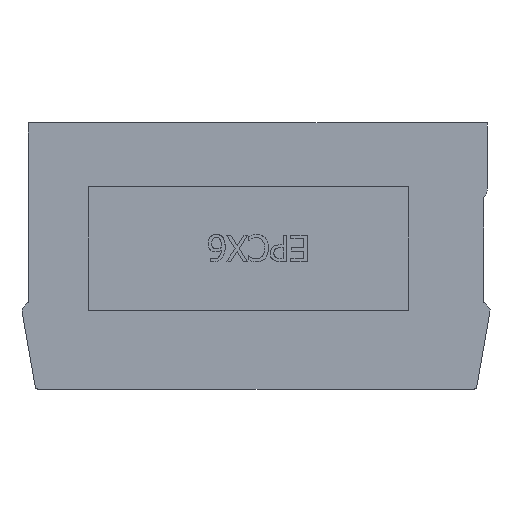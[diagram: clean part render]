
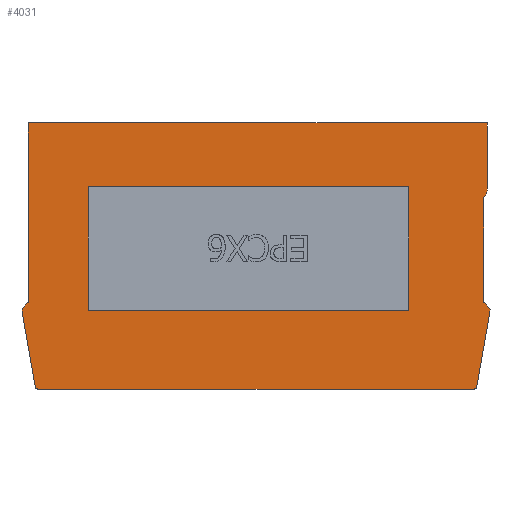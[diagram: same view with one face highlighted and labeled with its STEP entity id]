
A CAD part, front view. The second image highlights one B-rep face of the part: STEP entity #4031.
In plain terms, the highlighted planar face has unit normal (0, -1, 0).
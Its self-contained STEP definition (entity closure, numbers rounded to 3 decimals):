
#176=LINE('',#6315,#575);
#179=LINE('',#6320,#578);
#181=LINE('',#6324,#580);
#183=LINE('',#6327,#582);
#373=LINE('',#6854,#772);
#378=LINE('',#6868,#777);
#381=LINE('',#6874,#780);
#385=LINE('',#6886,#784);
#389=LINE('',#6898,#788);
#394=LINE('',#6916,#793);
#397=LINE('',#6922,#796);
#400=LINE('',#6928,#799);
#404=LINE('',#6940,#803);
#408=LINE('',#6952,#807);
#411=LINE('',#6958,#810);
#575=VECTOR('',#4577,16.436);
#578=VECTOR('',#4582,42.474);
#580=VECTOR('',#4586,16.436);
#582=VECTOR('',#4590,42.474);
#772=VECTOR('',#5110,57.951);
#777=VECTOR('',#5123,10.246);
#780=VECTOR('',#5128,0.251);
#784=VECTOR('',#5140,0.995);
#788=VECTOR('',#5152,13.713);
#793=VECTOR('',#5171,8.672);
#796=VECTOR('',#5176,60.899);
#799=VECTOR('',#5181,23.654);
#803=VECTOR('',#5193,0.995);
#807=VECTOR('',#5205,0.251);
#810=VECTOR('',#5210,10.246);
#1073=PLANE('',#4297);
#1103=FACE_BOUND('',#1573,.T.);
#1324=FACE_OUTER_BOUND('',#1572,.T.);
#1572=EDGE_LOOP('',(#3738,#3739,#3740,#3741,#3742,#3743,#3744,#3745,#3746,
#3747,#3748,#3749,#3750,#3751,#3752,#3753,#3754,#3755,#3756));
#1573=EDGE_LOOP('',(#3757,#3758,#3759,#3760));
#1652=CIRCLE('',#4263,0.3);
#1654=CIRCLE('',#4268,0.2);
#1656=CIRCLE('',#4272,0.3);
#1658=CIRCLE('',#4276,0.2);
#1660=CIRCLE('',#4279,1.5);
#1662=CIRCLE('',#4285,0.3);
#1664=CIRCLE('',#4289,0.2);
#1666=CIRCLE('',#4294,0.3);
#1840=VERTEX_POINT('',#6313);
#1841=VERTEX_POINT('',#6314);
#1842=VERTEX_POINT('',#6319);
#1843=VERTEX_POINT('',#6323);
#2014=VERTEX_POINT('',#6852);
#2015=VERTEX_POINT('',#6853);
#2018=VERTEX_POINT('',#6861);
#2020=VERTEX_POINT('',#6867);
#2022=VERTEX_POINT('',#6873);
#2024=VERTEX_POINT('',#6879);
#2026=VERTEX_POINT('',#6885);
#2028=VERTEX_POINT('',#6891);
#2030=VERTEX_POINT('',#6897);
#2032=VERTEX_POINT('',#6903);
#2034=VERTEX_POINT('',#6909);
#2036=VERTEX_POINT('',#6915);
#2038=VERTEX_POINT('',#6921);
#2040=VERTEX_POINT('',#6927);
#2042=VERTEX_POINT('',#6933);
#2044=VERTEX_POINT('',#6939);
#2046=VERTEX_POINT('',#6945);
#2048=VERTEX_POINT('',#6951);
#2050=VERTEX_POINT('',#6957);
#2305=EDGE_CURVE('',#1840,#1841,#176,.T.);
#2308=EDGE_CURVE('',#1842,#1840,#179,.T.);
#2310=EDGE_CURVE('',#1843,#1842,#181,.T.);
#2312=EDGE_CURVE('',#1841,#1843,#183,.T.);
#2566=EDGE_CURVE('',#2014,#2015,#373,.T.);
#2570=EDGE_CURVE('',#2018,#2014,#1652,.T.);
#2573=EDGE_CURVE('',#2020,#2018,#378,.T.);
#2576=EDGE_CURVE('',#2022,#2020,#381,.T.);
#2579=EDGE_CURVE('',#2024,#2022,#1654,.T.);
#2582=EDGE_CURVE('',#2026,#2024,#385,.T.);
#2585=EDGE_CURVE('',#2028,#2026,#1656,.T.);
#2588=EDGE_CURVE('',#2030,#2028,#389,.T.);
#2591=EDGE_CURVE('',#2032,#2030,#1658,.T.);
#2594=EDGE_CURVE('',#2034,#2032,#1660,.T.);
#2597=EDGE_CURVE('',#2036,#2034,#394,.T.);
#2600=EDGE_CURVE('',#2038,#2036,#397,.T.);
#2603=EDGE_CURVE('',#2040,#2038,#400,.T.);
#2606=EDGE_CURVE('',#2042,#2040,#1662,.T.);
#2609=EDGE_CURVE('',#2044,#2042,#404,.T.);
#2612=EDGE_CURVE('',#2046,#2044,#1664,.T.);
#2615=EDGE_CURVE('',#2048,#2046,#408,.T.);
#2618=EDGE_CURVE('',#2050,#2048,#411,.T.);
#2621=EDGE_CURVE('',#2015,#2050,#1666,.T.);
#3738=ORIENTED_EDGE('',*,*,#2621,.F.);
#3739=ORIENTED_EDGE('',*,*,#2566,.F.);
#3740=ORIENTED_EDGE('',*,*,#2570,.F.);
#3741=ORIENTED_EDGE('',*,*,#2573,.F.);
#3742=ORIENTED_EDGE('',*,*,#2576,.F.);
#3743=ORIENTED_EDGE('',*,*,#2579,.F.);
#3744=ORIENTED_EDGE('',*,*,#2582,.F.);
#3745=ORIENTED_EDGE('',*,*,#2585,.F.);
#3746=ORIENTED_EDGE('',*,*,#2588,.F.);
#3747=ORIENTED_EDGE('',*,*,#2591,.F.);
#3748=ORIENTED_EDGE('',*,*,#2594,.F.);
#3749=ORIENTED_EDGE('',*,*,#2597,.F.);
#3750=ORIENTED_EDGE('',*,*,#2600,.F.);
#3751=ORIENTED_EDGE('',*,*,#2603,.F.);
#3752=ORIENTED_EDGE('',*,*,#2606,.F.);
#3753=ORIENTED_EDGE('',*,*,#2609,.F.);
#3754=ORIENTED_EDGE('',*,*,#2612,.F.);
#3755=ORIENTED_EDGE('',*,*,#2615,.F.);
#3756=ORIENTED_EDGE('',*,*,#2618,.F.);
#3757=ORIENTED_EDGE('',*,*,#2305,.T.);
#3758=ORIENTED_EDGE('',*,*,#2312,.T.);
#3759=ORIENTED_EDGE('',*,*,#2310,.T.);
#3760=ORIENTED_EDGE('',*,*,#2308,.T.);
#4031=ADVANCED_FACE('',(#1324,#1103),#1073,.T.);
#4263=AXIS2_PLACEMENT_3D('',#6862,#5116,#5117);
#4268=AXIS2_PLACEMENT_3D('',#6880,#5133,#5134);
#4272=AXIS2_PLACEMENT_3D('',#6892,#5145,#5146);
#4276=AXIS2_PLACEMENT_3D('',#6904,#5157,#5158);
#4279=AXIS2_PLACEMENT_3D('',#6910,#5164,#5165);
#4285=AXIS2_PLACEMENT_3D('',#6934,#5186,#5187);
#4289=AXIS2_PLACEMENT_3D('',#6946,#5198,#5199);
#4294=AXIS2_PLACEMENT_3D('',#6963,#5215,#5216);
#4297=AXIS2_PLACEMENT_3D('',#6966,#5221,#5222);
#4577=DIRECTION('',(0.,0.,-1.));
#4582=DIRECTION('',(1.,0.,0.));
#4586=DIRECTION('',(0.,0.,1.));
#4590=DIRECTION('',(-1.,0.,0.));
#5110=DIRECTION('',(-1.,0.,0.));
#5116=DIRECTION('center_axis',(0.,1.,0.));
#5117=DIRECTION('ref_axis',(0.985,0.,-0.174));
#5123=DIRECTION('',(-0.174,0.,-0.985));
#5128=DIRECTION('',(0.,0.,-1.));
#5133=DIRECTION('center_axis',(0.,1.,0.));
#5134=DIRECTION('ref_axis',(0.707,0.,0.707));
#5140=DIRECTION('',(0.707,0.,-0.707));
#5145=DIRECTION('center_axis',(0.,-1.,0.));
#5146=DIRECTION('ref_axis',(0.707,0.,0.707));
#5152=DIRECTION('',(0.,0.,-1.));
#5157=DIRECTION('center_axis',(0.,-1.,0.));
#5158=DIRECTION('ref_axis',(1.,0.,0.));
#5164=DIRECTION('center_axis',(0.,1.,0.));
#5165=DIRECTION('ref_axis',(0.999,0.,0.043));
#5171=DIRECTION('',(0.,0.,-1.));
#5176=DIRECTION('',(1.,0.,0.));
#5181=DIRECTION('',(0.,0.,1.));
#5186=DIRECTION('center_axis',(0.,-1.,0.));
#5187=DIRECTION('ref_axis',(-1.,0.,0.));
#5193=DIRECTION('',(0.707,0.,0.707));
#5198=DIRECTION('center_axis',(0.,1.,0.));
#5199=DIRECTION('ref_axis',(-1.,0.,0.));
#5205=DIRECTION('',(0.,0.,1.));
#5210=DIRECTION('',(-0.174,0.,0.985));
#5215=DIRECTION('center_axis',(0.,1.,0.));
#5216=DIRECTION('ref_axis',(0.,0.,-1.));
#5221=DIRECTION('center_axis',(0.,-1.,0.));
#5222=DIRECTION('ref_axis',(0.,0.,-1.));
#6313=CARTESIAN_POINT('',(19.988,0.,-8.447));
#6314=CARTESIAN_POINT('',(19.988,0.,-24.883));
#6315=CARTESIAN_POINT('',(19.988,0.,-12.941));
#6319=CARTESIAN_POINT('',(-22.486,0.,-8.447));
#6320=CARTESIAN_POINT('',(-11.333,0.,-8.447));
#6323=CARTESIAN_POINT('',(-22.486,0.,-24.883));
#6324=CARTESIAN_POINT('',(-22.486,0.,-21.159));
#6327=CARTESIAN_POINT('',(9.904,0.,-24.883));
#6852=CARTESIAN_POINT('',(28.726,0.,-35.3));
#6853=CARTESIAN_POINT('',(-29.225,0.,-35.3));
#6854=CARTESIAN_POINT('',(28.726,0.,-35.3));
#6861=CARTESIAN_POINT('',(29.021,0.,-35.052));
#6862=CARTESIAN_POINT('Origin',(28.726,0.,-35.));
#6867=CARTESIAN_POINT('',(30.801,0.,-24.962));
#6868=CARTESIAN_POINT('',(30.801,0.,-24.962));
#6873=CARTESIAN_POINT('',(30.801,0.,-24.711));
#6874=CARTESIAN_POINT('',(30.801,0.,-24.711));
#6879=CARTESIAN_POINT('',(30.742,0.,-24.57));
#6880=CARTESIAN_POINT('Origin',(30.601,0.,-24.711));
#6885=CARTESIAN_POINT('',(30.039,0.,-23.866));
#6886=CARTESIAN_POINT('',(30.039,0.,-23.866));
#6891=CARTESIAN_POINT('',(29.951,0.,-23.654));
#6892=CARTESIAN_POINT('Origin',(30.251,0.,-23.654));
#6897=CARTESIAN_POINT('',(29.951,0.,-9.941));
#6898=CARTESIAN_POINT('',(29.951,0.,-9.941));
#6903=CARTESIAN_POINT('',(30.01,0.,-9.799));
#6904=CARTESIAN_POINT('Origin',(30.151,0.,-9.941));
#6909=CARTESIAN_POINT('',(30.449,0.,-8.672));
#6910=CARTESIAN_POINT('Origin',(28.951,0.,-8.736));
#6915=CARTESIAN_POINT('',(30.449,0.,0.));
#6916=CARTESIAN_POINT('',(30.449,0.,0.));
#6921=CARTESIAN_POINT('',(-30.449,0.,0.));
#6922=CARTESIAN_POINT('',(-30.449,0.,0.));
#6927=CARTESIAN_POINT('',(-30.449,0.,-23.654));
#6928=CARTESIAN_POINT('',(-30.449,0.,-23.654));
#6933=CARTESIAN_POINT('',(-30.537,0.,-23.866));
#6934=CARTESIAN_POINT('Origin',(-30.749,0.,-23.654));
#6939=CARTESIAN_POINT('',(-31.241,0.,-24.57));
#6940=CARTESIAN_POINT('',(-31.241,0.,-24.57));
#6945=CARTESIAN_POINT('',(-31.299,0.,-24.711));
#6946=CARTESIAN_POINT('Origin',(-31.099,0.,-24.711));
#6951=CARTESIAN_POINT('',(-31.299,0.,-24.962));
#6952=CARTESIAN_POINT('',(-31.299,0.,-24.962));
#6957=CARTESIAN_POINT('',(-29.52,0.,-35.052));
#6958=CARTESIAN_POINT('',(-29.52,0.,-35.052));
#6963=CARTESIAN_POINT('Origin',(-29.225,0.,-35.));
#6966=CARTESIAN_POINT('Origin',(-0.179,0.,-17.435));
